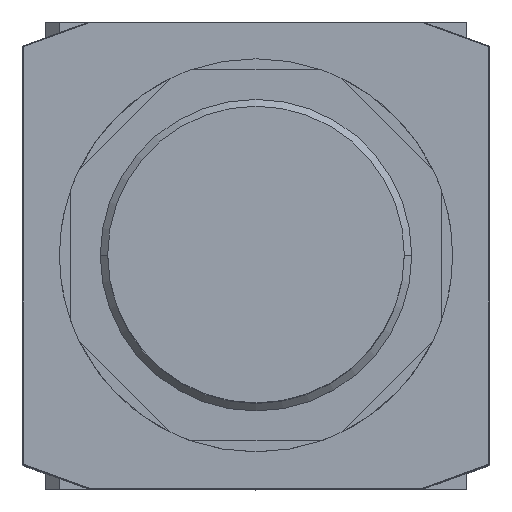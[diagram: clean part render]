
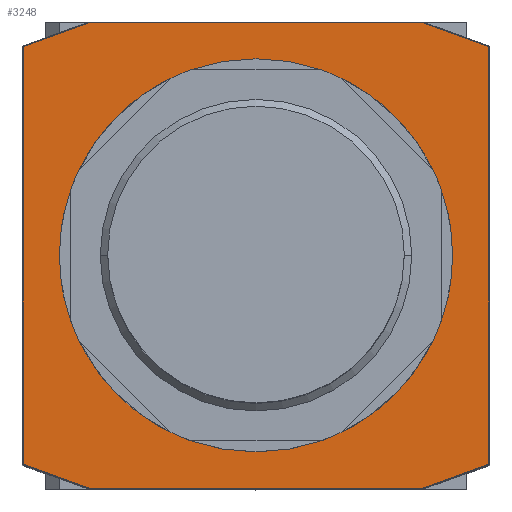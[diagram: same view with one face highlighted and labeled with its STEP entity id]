
A CAD part, top view. The second image highlights one B-rep face of the part: STEP entity #3248.
In plain terms, the highlighted planar face has unit normal (0, 0, 1).
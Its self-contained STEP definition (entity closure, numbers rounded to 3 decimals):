
#2100=CARTESIAN_POINT('',(21.0,0.0,63.5));
#2101=VERTEX_POINT('',#2100);
#2110=CARTESIAN_POINT('',(-21.0,0.,63.5));
#2111=VERTEX_POINT('',#2110);
#2112=CARTESIAN_POINT('',(0.0,0.0,63.5));
#2113=DIRECTION('',(0.0,0.0,-1.0));
#2114=DIRECTION('',(1.0,0.0,0.0));
#2115=AXIS2_PLACEMENT_3D('',#2112,#2113,#2114);
#2116=CIRCLE('',#2115,21.0);
#2117=EDGE_CURVE('',#2111,#2101,#2116,.T.);
#3167=CARTESIAN_POINT('',(0.0,0.,63.5));
#3168=DIRECTION('',(0.0,0.0,1.0));
#3169=DIRECTION('',(1.0,0.0,0.0));
#3170=AXIS2_PLACEMENT_3D('',#3167,#3168,#3169);
#3171=PLANE('',#3170);
#3172=CARTESIAN_POINT('',(-31.4,-28.154,63.5));
#3173=VERTEX_POINT('',#3172);
#3174=CARTESIAN_POINT('',(-31.4,28.154,63.5));
#3175=VERTEX_POINT('',#3174);
#3176=CARTESIAN_POINT('',(-31.4,-28.154,63.5));
#3177=DIRECTION('',(0.0,1.0,0.0));
#3178=VECTOR('',#3177,56.308);
#3179=LINE('',#3176,#3178);
#3180=EDGE_CURVE('',#3173,#3175,#3179,.T.);
#3181=ORIENTED_EDGE('',*,*,#3180,.F.);
#3182=CARTESIAN_POINT('',(-22.482,-31.4,63.5));
#3183=VERTEX_POINT('',#3182);
#3184=CARTESIAN_POINT('',(-22.482,-31.4,63.5));
#3185=DIRECTION('',(-0.94,0.342,0.0));
#3186=VECTOR('',#3185,9.49);
#3187=LINE('',#3184,#3186);
#3188=EDGE_CURVE('',#3183,#3173,#3187,.T.);
#3189=ORIENTED_EDGE('',*,*,#3188,.F.);
#3190=CARTESIAN_POINT('',(22.482,-31.4,63.5));
#3191=VERTEX_POINT('',#3190);
#3192=CARTESIAN_POINT('',(22.482,-31.4,63.5));
#3193=DIRECTION('',(-1.0,0.0,0.0));
#3194=VECTOR('',#3193,44.965);
#3195=LINE('',#3192,#3194);
#3196=EDGE_CURVE('',#3191,#3183,#3195,.T.);
#3197=ORIENTED_EDGE('',*,*,#3196,.F.);
#3198=CARTESIAN_POINT('',(31.4,-28.154,63.5));
#3199=VERTEX_POINT('',#3198);
#3200=CARTESIAN_POINT('',(31.4,-28.154,63.5));
#3201=DIRECTION('',(-0.94,-0.342,0.0));
#3202=VECTOR('',#3201,9.49);
#3203=LINE('',#3200,#3202);
#3204=EDGE_CURVE('',#3199,#3191,#3203,.T.);
#3205=ORIENTED_EDGE('',*,*,#3204,.F.);
#3206=CARTESIAN_POINT('',(31.4,28.154,63.5));
#3207=VERTEX_POINT('',#3206);
#3208=CARTESIAN_POINT('',(31.4,28.154,63.5));
#3209=DIRECTION('',(0.0,-1.0,0.0));
#3210=VECTOR('',#3209,56.308);
#3211=LINE('',#3208,#3210);
#3212=EDGE_CURVE('',#3207,#3199,#3211,.T.);
#3213=ORIENTED_EDGE('',*,*,#3212,.F.);
#3214=CARTESIAN_POINT('',(22.482,31.4,63.5));
#3215=VERTEX_POINT('',#3214);
#3216=CARTESIAN_POINT('',(22.482,31.4,63.5));
#3217=DIRECTION('',(0.94,-0.342,0.0));
#3218=VECTOR('',#3217,9.49);
#3219=LINE('',#3216,#3218);
#3220=EDGE_CURVE('',#3215,#3207,#3219,.T.);
#3221=ORIENTED_EDGE('',*,*,#3220,.F.);
#3222=CARTESIAN_POINT('',(-22.482,31.4,63.5));
#3223=VERTEX_POINT('',#3222);
#3224=CARTESIAN_POINT('',(-22.482,31.4,63.5));
#3225=DIRECTION('',(1.0,0.0,0.0));
#3226=VECTOR('',#3225,44.965);
#3227=LINE('',#3224,#3226);
#3228=EDGE_CURVE('',#3223,#3215,#3227,.T.);
#3229=ORIENTED_EDGE('',*,*,#3228,.F.);
#3230=CARTESIAN_POINT('',(-31.4,28.154,63.5));
#3231=DIRECTION('',(0.94,0.342,0.0));
#3232=VECTOR('',#3231,9.49);
#3233=LINE('',#3230,#3232);
#3234=EDGE_CURVE('',#3175,#3223,#3233,.T.);
#3235=ORIENTED_EDGE('',*,*,#3234,.F.);
#3236=EDGE_LOOP('',(#3181,#3189,#3197,#3205,#3213,#3221,#3229,#3235));
#3237=FACE_OUTER_BOUND('',#3236,.T.);
#3238=CARTESIAN_POINT('',(0.0,0.0,63.5));
#3239=DIRECTION('',(0.0,0.0,-1.0));
#3240=DIRECTION('',(1.0,0.0,0.0));
#3241=AXIS2_PLACEMENT_3D('',#3238,#3239,#3240);
#3242=CIRCLE('',#3241,21.0);
#3243=EDGE_CURVE('',#2101,#2111,#3242,.T.);
#3244=ORIENTED_EDGE('',*,*,#3243,.T.);
#3245=ORIENTED_EDGE('',*,*,#2117,.T.);
#3246=EDGE_LOOP('',(#3244,#3245));
#3247=FACE_BOUND('',#3246,.T.);
#3248=ADVANCED_FACE('',(#3237,#3247),#3171,.T.);
